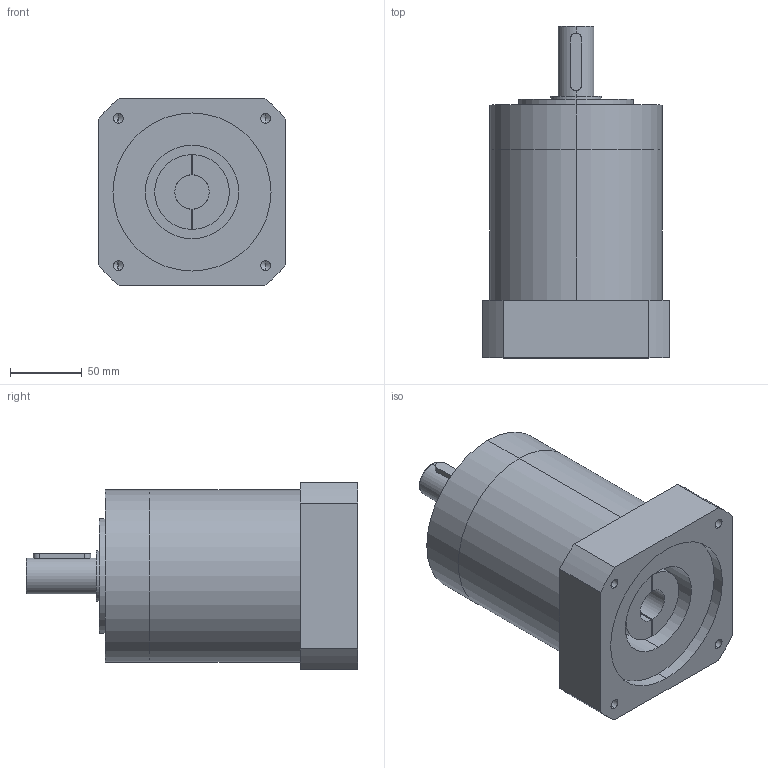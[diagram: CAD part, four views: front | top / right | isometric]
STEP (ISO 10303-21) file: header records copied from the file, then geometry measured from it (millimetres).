
FILE_DESCRIPTION (( 'STEP AP203' ), '1' );
FILE_NAME ('GPL120-L2-(24-110-145-M8).STEP', '2022-07-01T07:05:09', ( '微软用户' ), ( '微软中国' ), 'SwSTEP 2.0', 'SolidWorks 2018', '' );
FILE_SCHEMA (( 'CONFIG_CONTROL_DESIGN' ));
Length unit declared in the file: millimetre
Products named in the file (1): GPL120-L2-(24-110-145-M8)
Bounding box: 130 x 231 x 130 mm (x, y, z)
Volume: 2078380.4 mm3; surface area: 171983.9 mm2
Topology: 6 solids, 6 shells, 99 faces, 229 edges, 137 vertices
Faces by surface type: cylinder 46, plane 33, cone 18, torus 2
Entity records: 2822 total; most frequent: CARTESIAN_POINT 516, DIRECTION 505, ORIENTED_EDGE 422, EDGE_CURVE 211, AXIS2_PLACEMENT_3D 198, VERTEX_POINT 137, EDGE_LOOP 112, VECTOR 109
